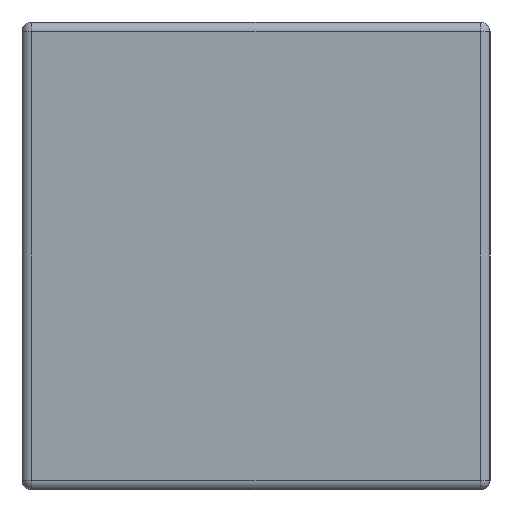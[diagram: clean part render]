
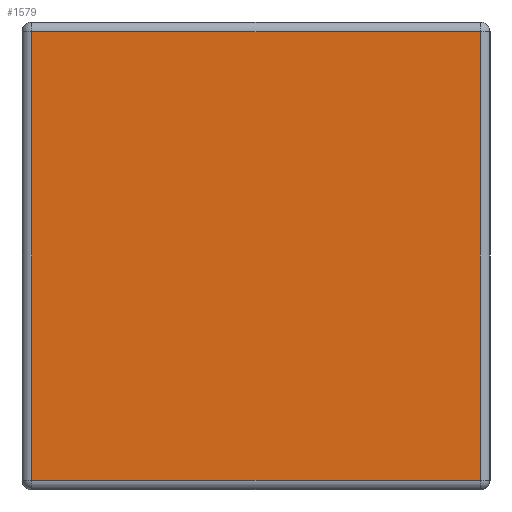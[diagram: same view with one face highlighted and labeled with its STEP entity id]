
A CAD part, left-side view. The second image highlights one B-rep face of the part: STEP entity #1579.
In plain terms, the highlighted planar face has unit normal (-1, 0, 0).
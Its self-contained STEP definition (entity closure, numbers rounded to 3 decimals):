
#296 = CARTESIAN_POINT ( 'NONE',  ( 0., 0.979, -1. ) ) ;
#309 = VERTEX_POINT ( 'NONE', #1256 ) ;
#379 = ORIENTED_EDGE ( 'NONE', *, *, #3867, .T. ) ;
#398 = DIRECTION ( 'NONE',  ( 0., 0., 1. ) ) ;
#406 = ORIENTED_EDGE ( 'NONE', *, *, #1345, .T. ) ;
#410 = VECTOR ( 'NONE', #2774, 1000. ) ;
#458 = DIRECTION ( 'NONE',  ( 0., -1., 0. ) ) ;
#498 = LINE ( 'NONE', #2578, #596 ) ;
#596 = VECTOR ( 'NONE', #2958, 1000. ) ;
#1121 = CARTESIAN_POINT ( 'NONE',  ( 0., 0., -0.979 ) ) ;
#1138 = FACE_OUTER_BOUND ( 'NONE', #3266, .T. ) ;
#1211 = VECTOR ( 'NONE', #1420, 1000. ) ;
#1256 = CARTESIAN_POINT ( 'NONE',  ( 0., 0.979, -0.021 ) ) ;
#1341 = ORIENTED_EDGE ( 'NONE', *, *, #2843, .T. ) ;
#1345 = EDGE_CURVE ( 'NONE', #4385, #3404, #498, .T. ) ;
#1418 = DIRECTION ( 'NONE',  ( -1., 0., 0. ) ) ;
#1420 = DIRECTION ( 'NONE',  ( 0., 1., 0. ) ) ;
#1579 = ADVANCED_FACE ( 'NONE', ( #1138 ), #2123, .T. ) ;
#1703 = LINE ( 'NONE', #1782, #1211 ) ;
#1762 = EDGE_CURVE ( 'NONE', #3717, #4385, #4425, .T. ) ;
#1782 = CARTESIAN_POINT ( 'NONE',  ( 0., 1., -0.021 ) ) ;
#2123 = PLANE ( 'NONE',  #2391 ) ;
#2192 = CARTESIAN_POINT ( 'NONE',  ( 0., 0.021, -0.021 ) ) ;
#2391 = AXIS2_PLACEMENT_3D ( 'NONE', #3895, #1418, #398 ) ;
#2578 = CARTESIAN_POINT ( 'NONE',  ( 0., 0.021, 0. ) ) ;
#2774 = DIRECTION ( 'NONE',  ( 0., 0., -1. ) ) ;
#2825 = LINE ( 'NONE', #296, #410 ) ;
#2843 = EDGE_CURVE ( 'NONE', #309, #3717, #2825, .T. ) ;
#2958 = DIRECTION ( 'NONE',  ( 0., 0., 1. ) ) ;
#3034 = CARTESIAN_POINT ( 'NONE',  ( 0., 0.979, -0.979 ) ) ;
#3160 = CARTESIAN_POINT ( 'NONE',  ( 0., 0.021, -0.979 ) ) ;
#3266 = EDGE_LOOP ( 'NONE', ( #3732, #406, #379, #1341 ) ) ;
#3404 = VERTEX_POINT ( 'NONE', #2192 ) ;
#3717 = VERTEX_POINT ( 'NONE', #3034 ) ;
#3732 = ORIENTED_EDGE ( 'NONE', *, *, #1762, .T. ) ;
#3867 = EDGE_CURVE ( 'NONE', #3404, #309, #1703, .T. ) ;
#3895 = CARTESIAN_POINT ( 'NONE',  ( 0., 0., 0. ) ) ;
#4374 = VECTOR ( 'NONE', #458, 1000. ) ;
#4385 = VERTEX_POINT ( 'NONE', #3160 ) ;
#4425 = LINE ( 'NONE', #1121, #4374 ) ;
